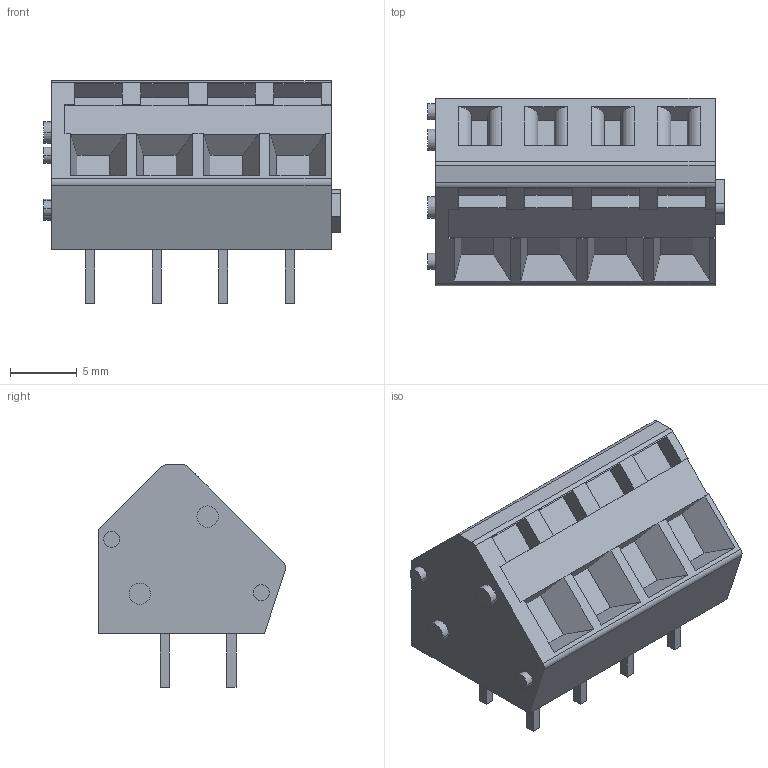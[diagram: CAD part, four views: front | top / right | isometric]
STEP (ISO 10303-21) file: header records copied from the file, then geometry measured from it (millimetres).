
FILE_DESCRIPTION((''),'2;1');
FILE_NAME('WAGO_236-404-009.stp','2010-07-13T16:45:49',(''),(''),'Mechanical Desktop 2010','Mechanical Desktop 2010',', , ');
FILE_SCHEMA(('AUTOMOTIVE_DESIGN { 1 2 10303 214 1 1 1 1 }'));
Length unit declared in the file: millimetre
Products named in the file (1): Product
Bounding box: 22.3 x 14.09 x 16.71 mm (x, y, z)
Volume: 2656.7 mm3; surface area: 1530.8 mm2
Topology: 9 solids, 9 shells, 157 faces, 374 edges, 244 vertices
Faces by surface type: plane 137, cylinder 20
Entity records: 4497 total; most frequent: CARTESIAN_POINT 776, ORIENTED_EDGE 748, DIRECTION 730, EDGE_CURVE 374, VECTOR 334, LINE 334, VERTEX_POINT 244, AXIS2_PLACEMENT_3D 198
